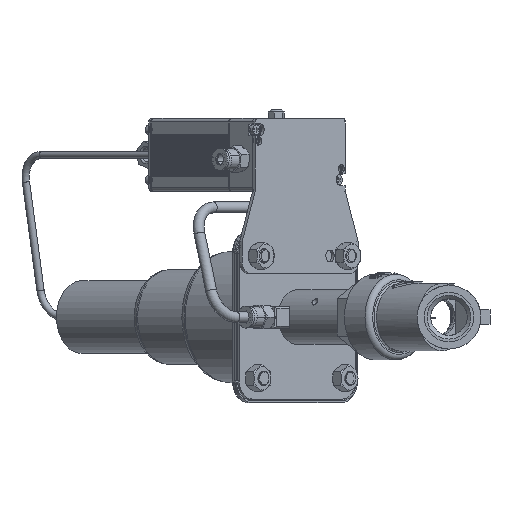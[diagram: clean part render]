
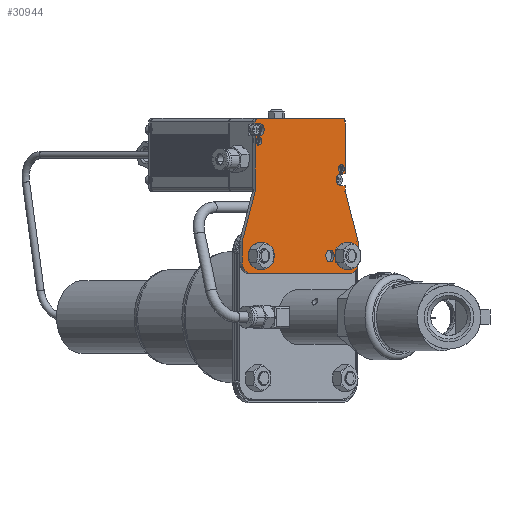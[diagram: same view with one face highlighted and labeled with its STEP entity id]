
A CAD part, left-side view. The second image highlights one B-rep face of the part: STEP entity #30944.
In plain terms, the highlighted planar face has unit normal (-0.707, -0.707, 0).
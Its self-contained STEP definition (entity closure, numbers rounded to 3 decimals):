
#30064=CARTESIAN_POINT('',(96.604,68.152,33.585));
#30065=VERTEX_POINT('',#30064);
#30066=CARTESIAN_POINT('',(98.902,65.853,33.585));
#30067=DIRECTION('',(-0.707,-0.707,-0.0));
#30068=DIRECTION('',(-0.707,0.707,0.0));
#30069=AXIS2_PLACEMENT_3D('',#30066,#30067,#30068);
#30070=CIRCLE('',#30069,3.25);
#30071=EDGE_CURVE('n� 1928',#30065,#30065,#30070,.T.);
#30092=CARTESIAN_POINT('',(63.862,100.894,33.585));
#30093=VERTEX_POINT('',#30092);
#30094=CARTESIAN_POINT('',(66.16,98.596,33.585));
#30095=DIRECTION('',(-0.707,-0.707,-0.0));
#30096=DIRECTION('',(-0.707,0.707,0.0));
#30097=AXIS2_PLACEMENT_3D('',#30094,#30095,#30096);
#30098=CIRCLE('',#30097,3.25);
#30099=EDGE_CURVE('n� 2871',#30093,#30093,#30098,.T.);
#30120=CARTESIAN_POINT('',(55.599,109.157,33.588));
#30121=VERTEX_POINT('',#30120);
#30122=CARTESIAN_POINT('',(58.781,105.975,33.588));
#30123=DIRECTION('',(-0.707,-0.707,-0.0));
#30124=DIRECTION('',(-0.707,0.707,0.0));
#30125=AXIS2_PLACEMENT_3D('',#30122,#30123,#30124);
#30126=CIRCLE('',#30125,4.5);
#30127=EDGE_CURVE('n� 4097',#30121,#30121,#30126,.T.);
#30148=CARTESIAN_POINT('',(103.099,61.657,33.588));
#30149=VERTEX_POINT('',#30148);
#30150=CARTESIAN_POINT('',(106.281,58.475,33.588));
#30151=DIRECTION('',(-0.707,-0.707,-0.0));
#30152=DIRECTION('',(-0.707,0.707,0.0));
#30153=AXIS2_PLACEMENT_3D('',#30150,#30151,#30152);
#30154=CIRCLE('',#30153,4.5);
#30155=EDGE_CURVE('n� 5539',#30149,#30149,#30154,.T.);
#30176=CARTESIAN_POINT('',(103.568,61.188,81.49));
#30177=VERTEX_POINT('',#30176);
#30178=CARTESIAN_POINT('',(105.159,59.597,81.49));
#30179=DIRECTION('',(-0.707,-0.707,-0.0));
#30180=DIRECTION('',(-0.707,0.707,0.0));
#30181=AXIS2_PLACEMENT_3D('',#30178,#30179,#30180);
#30182=CIRCLE('',#30181,2.25);
#30183=EDGE_CURVE('n� 7153',#30177,#30177,#30182,.T.);
#30204=CARTESIAN_POINT('',(58.313,106.443,96.69));
#30205=VERTEX_POINT('',#30204);
#30206=CARTESIAN_POINT('',(59.904,104.852,96.69));
#30207=DIRECTION('',(-0.707,-0.707,-0.0));
#30208=DIRECTION('',(-0.707,0.707,0.0));
#30209=AXIS2_PLACEMENT_3D('',#30206,#30207,#30208);
#30210=CIRCLE('',#30209,2.25);
#30211=EDGE_CURVE('n� 8904',#30205,#30205,#30210,.T.);
#30232=CARTESIAN_POINT('',(57.783,106.973,107.09));
#30233=VERTEX_POINT('',#30232);
#30240=CARTESIAN_POINT('',(59.197,105.559,109.09));
#30241=VERTEX_POINT('',#30240);
#30242=CARTESIAN_POINT('',(59.197,105.559,107.09));
#30243=DIRECTION('',(0.707,0.707,0.0));
#30244=DIRECTION('',(-0.707,0.707,0.0));
#30245=AXIS2_PLACEMENT_3D('',#30242,#30243,#30244);
#30246=CIRCLE('',#30245,2.0);
#30247=EDGE_CURVE('n� 10731',#30233,#30241,#30246,.T.);
#30271=CARTESIAN_POINT('',(57.783,106.973,106.09));
#30272=VERTEX_POINT('',#30271);
#30279=CARTESIAN_POINT('',(57.783,106.973,106.09));
#30280=DIRECTION('',(0.0,-0.0,1.0));
#30281=VECTOR('',#30280,1.0);
#30282=LINE('',#30279,#30281);
#30283=EDGE_CURVE('n� 12582',#30272,#30233,#30282,.T.);
#30302=CARTESIAN_POINT('',(60.434,104.322,106.09));
#30303=VERTEX_POINT('',#30302);
#30310=CARTESIAN_POINT('',(60.434,104.322,106.09));
#30311=DIRECTION('',(-0.707,0.707,0.0));
#30312=VECTOR('',#30311,1.0);
#30313=LINE('',#30310,#30312);
#30314=EDGE_CURVE('n� 14459',#30303,#30272,#30313,.T.);
#30334=CARTESIAN_POINT('',(60.434,104.322,99.59));
#30335=VERTEX_POINT('',#30334);
#30342=CARTESIAN_POINT('',(60.434,104.322,102.84));
#30343=DIRECTION('',(-0.707,-0.707,-0.0));
#30344=DIRECTION('',(-0.707,0.707,0.0));
#30345=AXIS2_PLACEMENT_3D('',#30342,#30343,#30344);
#30346=CIRCLE('',#30345,3.25);
#30347=EDGE_CURVE('n� 16312',#30335,#30303,#30346,.T.);
#30366=CARTESIAN_POINT('',(57.783,106.973,99.59));
#30367=VERTEX_POINT('',#30366);
#30374=CARTESIAN_POINT('',(57.783,106.973,99.59));
#30375=DIRECTION('',(0.707,-0.707,-0.0));
#30376=VECTOR('',#30375,1.0);
#30377=LINE('',#30374,#30376);
#30378=EDGE_CURVE('n� 18115',#30367,#30335,#30377,.T.);
#30397=CARTESIAN_POINT('',(57.783,106.973,69.09));
#30398=VERTEX_POINT('',#30397);
#30405=CARTESIAN_POINT('',(57.783,106.973,69.09));
#30406=DIRECTION('',(0.0,-0.0,1.0));
#30407=VECTOR('',#30406,1.0);
#30408=LINE('',#30405,#30407);
#30409=EDGE_CURVE('n� 19778',#30398,#30367,#30408,.T.);
#30428=CARTESIAN_POINT('',(50.711,114.044,41.615));
#30429=VERTEX_POINT('',#30428);
#30436=CARTESIAN_POINT('',(50.711,114.044,41.615));
#30437=DIRECTION('',(0.242,-0.242,0.94));
#30438=VECTOR('',#30437,1.0);
#30439=LINE('',#30436,#30438);
#30440=EDGE_CURVE('n� 21277',#30429,#30398,#30439,.T.);
#30459=CARTESIAN_POINT('',(50.711,114.044,30.09));
#30460=VERTEX_POINT('',#30459);
#30467=CARTESIAN_POINT('',(50.711,114.044,30.09));
#30468=DIRECTION('',(0.0,-0.0,1.0));
#30469=VECTOR('',#30468,1.0);
#30470=LINE('',#30467,#30469);
#30471=EDGE_CURVE('n� 22617',#30460,#30429,#30470,.T.);
#30491=CARTESIAN_POINT('',(54.954,109.802,24.09));
#30492=VERTEX_POINT('',#30491);
#30499=CARTESIAN_POINT('',(54.954,109.802,30.09));
#30500=DIRECTION('',(0.707,0.707,0.0));
#30501=DIRECTION('',(-0.707,0.707,0.0));
#30502=AXIS2_PLACEMENT_3D('',#30499,#30500,#30501);
#30503=CIRCLE('',#30502,6.0);
#30504=EDGE_CURVE('n� 23782',#30492,#30460,#30503,.T.);
#30523=CARTESIAN_POINT('',(110.108,54.647,24.09));
#30524=VERTEX_POINT('',#30523);
#30531=CARTESIAN_POINT('',(110.108,54.647,24.09));
#30532=DIRECTION('',(-0.707,0.707,0.0));
#30533=VECTOR('',#30532,1.0);
#30534=LINE('',#30531,#30533);
#30535=EDGE_CURVE('n� 24820',#30524,#30492,#30534,.T.);
#30555=CARTESIAN_POINT('',(114.351,50.405,30.09));
#30556=VERTEX_POINT('',#30555);
#30563=CARTESIAN_POINT('',(110.108,54.647,30.09));
#30564=DIRECTION('',(0.707,0.707,0.0));
#30565=DIRECTION('',(-0.707,0.707,0.0));
#30566=AXIS2_PLACEMENT_3D('',#30563,#30564,#30565);
#30567=CIRCLE('',#30566,6.0);
#30568=EDGE_CURVE('n� 23786',#30556,#30524,#30567,.T.);
#30587=CARTESIAN_POINT('',(114.351,50.405,41.615));
#30588=VERTEX_POINT('',#30587);
#30595=CARTESIAN_POINT('',(114.351,50.405,41.615));
#30596=DIRECTION('',(-0.0,0.0,-1.0));
#30597=VECTOR('',#30596,1.0);
#30598=LINE('',#30595,#30597);
#30599=EDGE_CURVE('n� 22622',#30588,#30556,#30598,.T.);
#30618=CARTESIAN_POINT('',(107.28,57.476,69.09));
#30619=VERTEX_POINT('',#30618);
#30626=CARTESIAN_POINT('',(107.28,57.476,69.09));
#30627=DIRECTION('',(0.242,-0.242,-0.94));
#30628=VECTOR('',#30627,1.0);
#30629=LINE('',#30626,#30628);
#30630=EDGE_CURVE('n� 21282',#30619,#30588,#30629,.T.);
#30649=CARTESIAN_POINT('',(107.28,57.476,72.09));
#30650=VERTEX_POINT('',#30649);
#30657=CARTESIAN_POINT('',(107.28,57.476,72.09));
#30658=DIRECTION('',(-0.0,0.0,-1.0));
#30659=VECTOR('',#30658,1.0);
#30660=LINE('',#30657,#30659);
#30661=EDGE_CURVE('n� 19783',#30650,#30619,#30660,.T.);
#30680=CARTESIAN_POINT('',(104.628,60.128,72.09));
#30681=VERTEX_POINT('',#30680);
#30688=CARTESIAN_POINT('',(104.628,60.128,72.09));
#30689=DIRECTION('',(0.707,-0.707,-0.0));
#30690=VECTOR('',#30689,1.0);
#30691=LINE('',#30688,#30690);
#30692=EDGE_CURVE('n� 18120',#30681,#30650,#30691,.T.);
#30712=CARTESIAN_POINT('',(104.628,60.128,78.59));
#30713=VERTEX_POINT('',#30712);
#30720=CARTESIAN_POINT('',(104.628,60.128,75.34));
#30721=DIRECTION('',(-0.707,-0.707,-0.0));
#30722=DIRECTION('',(-0.707,0.707,0.0));
#30723=AXIS2_PLACEMENT_3D('',#30720,#30721,#30722);
#30724=CIRCLE('',#30723,3.25);
#30725=EDGE_CURVE('n� 16317',#30713,#30681,#30724,.T.);
#30744=CARTESIAN_POINT('',(107.28,57.476,78.59));
#30745=VERTEX_POINT('',#30744);
#30752=CARTESIAN_POINT('',(107.28,57.476,78.59));
#30753=DIRECTION('',(-0.707,0.707,0.0));
#30754=VECTOR('',#30753,1.0);
#30755=LINE('',#30752,#30754);
#30756=EDGE_CURVE('n� 14464',#30745,#30713,#30755,.T.);
#30775=CARTESIAN_POINT('',(107.28,57.476,107.09));
#30776=VERTEX_POINT('',#30775);
#30783=CARTESIAN_POINT('',(107.28,57.476,107.09));
#30784=DIRECTION('',(-0.0,0.0,-1.0));
#30785=VECTOR('',#30784,1.0);
#30786=LINE('',#30783,#30785);
#30787=EDGE_CURVE('n� 12587',#30776,#30745,#30786,.T.);
#30807=CARTESIAN_POINT('',(105.866,58.89,109.09));
#30808=VERTEX_POINT('',#30807);
#30815=CARTESIAN_POINT('',(105.866,58.89,107.09));
#30816=DIRECTION('',(0.707,0.707,0.0));
#30817=DIRECTION('',(-0.707,0.707,0.0));
#30818=AXIS2_PLACEMENT_3D('',#30815,#30816,#30817);
#30819=CIRCLE('',#30818,2.0);
#30820=EDGE_CURVE('n� 10734',#30808,#30776,#30819,.T.);
#30838=CARTESIAN_POINT('',(59.197,105.559,109.09));
#30839=DIRECTION('',(0.707,-0.707,-0.0));
#30840=VECTOR('',#30839,1.0);
#30841=LINE('',#30838,#30840);
#30842=EDGE_CURVE('n� 8918',#30241,#30808,#30841,.T.);
#30899=ORIENTED_EDGE('n� 7166',*,*,#30842,.F.);
#30900=ORIENTED_EDGE('n� 8915',*,*,#30247,.F.);
#30901=ORIENTED_EDGE('n� 10730',*,*,#30283,.F.);
#30902=ORIENTED_EDGE('n� 12581',*,*,#30314,.F.);
#30903=ORIENTED_EDGE('n� 14458',*,*,#30347,.F.);
#30904=ORIENTED_EDGE('n� 16311',*,*,#30378,.F.);
#30905=ORIENTED_EDGE('n� 18114',*,*,#30409,.F.);
#30906=ORIENTED_EDGE('n� 19777',*,*,#30440,.F.);
#30907=ORIENTED_EDGE('n� 21276',*,*,#30471,.F.);
#30908=ORIENTED_EDGE('n� 22616',*,*,#30504,.F.);
#30909=ORIENTED_EDGE('n� 23781',*,*,#30535,.F.);
#30910=ORIENTED_EDGE('n� 22620',*,*,#30568,.F.);
#30911=ORIENTED_EDGE('n� 21280',*,*,#30599,.F.);
#30912=ORIENTED_EDGE('n� 19781',*,*,#30630,.F.);
#30913=ORIENTED_EDGE('n� 18118',*,*,#30661,.F.);
#30914=ORIENTED_EDGE('n� 16315',*,*,#30692,.F.);
#30915=ORIENTED_EDGE('n� 14462',*,*,#30725,.F.);
#30916=ORIENTED_EDGE('n� 12585',*,*,#30756,.F.);
#30917=ORIENTED_EDGE('n� 10732',*,*,#30787,.F.);
#30918=ORIENTED_EDGE('n� 8916',*,*,#30820,.F.);
#30919=EDGE_LOOP('',(
    #30899,#30900,#30901,#30902,#30903,#30904,#30905,#30906,#30907,#30908,
    #30909,#30910,#30911,#30912,#30913,#30914,#30915,#30916,#30917,#30918));
#30920=FACE_OUTER_BOUND('',#30919,.T.);
#30921=ORIENTED_EDGE('n� 8903',*,*,#30211,.F.);
#30922=EDGE_LOOP('',(#30921));
#30923=FACE_BOUND('',#30922,.T.);
#30924=ORIENTED_EDGE('n� 7152',*,*,#30183,.F.);
#30925=EDGE_LOOP('',(#30924));
#30926=FACE_BOUND('',#30925,.T.);
#30927=ORIENTED_EDGE('n� 5538',*,*,#30155,.F.);
#30928=EDGE_LOOP('',(#30927));
#30929=FACE_BOUND('',#30928,.T.);
#30930=ORIENTED_EDGE('n� 4096',*,*,#30127,.F.);
#30931=EDGE_LOOP('',(#30930));
#30932=FACE_BOUND('',#30931,.T.);
#30933=ORIENTED_EDGE('n� 2870',*,*,#30099,.F.);
#30934=EDGE_LOOP('',(#30933));
#30935=FACE_BOUND('',#30934,.T.);
#30936=ORIENTED_EDGE('n� 1927',*,*,#30071,.F.);
#30937=EDGE_LOOP('',(#30936));
#30938=FACE_BOUND('',#30937,.T.);
#30939=CARTESIAN_POINT('',(82.47,82.286,60.668));
#30940=DIRECTION('',(0.707,0.707,0.0));
#30941=DIRECTION('',(-0.707,0.707,0.0));
#30942=AXIS2_PLACEMENT_3D('',#30939,#30940,#30941);
#30943=PLANE('',#30942);
#30944=ADVANCED_FACE('n� 4106',(#30920,#30923,#30926,#30929,#30932,#30935,#30938),#30943,.F.);
